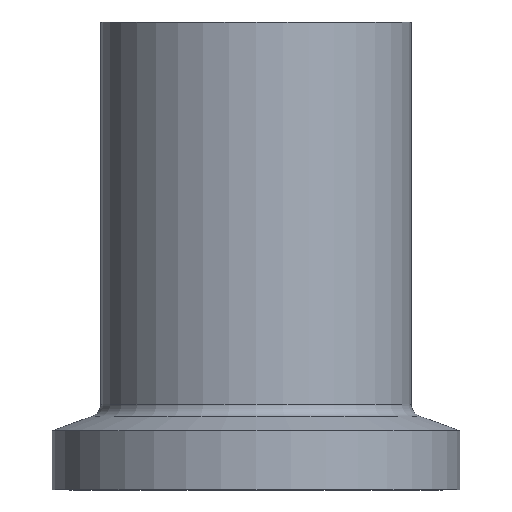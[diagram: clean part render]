
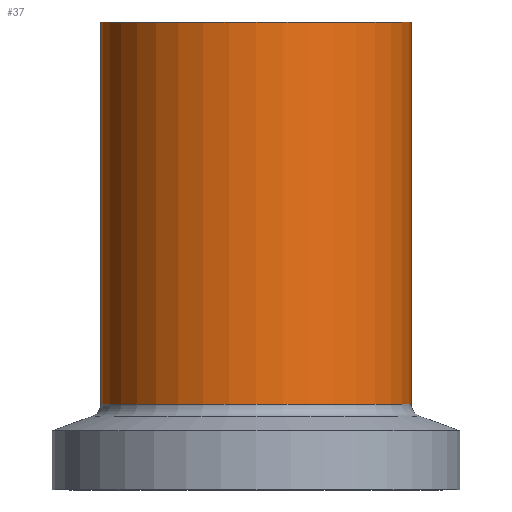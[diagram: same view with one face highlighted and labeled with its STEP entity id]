
A CAD part, front view. The second image highlights one B-rep face of the part: STEP entity #37.
In plain terms, the highlighted cylindrical face has radius 9.525 mm (diameter 19.05 mm), a partial arc.
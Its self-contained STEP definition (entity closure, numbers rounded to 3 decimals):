
#2 = VECTOR ( 'NONE', #204, 1000. ) ;
#13 = DIRECTION ( 'NONE',  ( 0., 0., 1. ) ) ;
#17 = CARTESIAN_POINT ( 'NONE',  ( 9.524, 0., -7.151 ) ) ;
#35 = LINE ( 'NONE', #463, #2 ) ;
#37 = ADVANCED_FACE ( 'NONE', ( #384 ), #370, .T. ) ;
#39 = VERTEX_POINT ( 'NONE', #662 ) ;
#102 = VERTEX_POINT ( 'NONE', #17 ) ;
#154 = EDGE_CURVE ( 'NONE', #562, #688, #636, .T. ) ;
#180 = CARTESIAN_POINT ( 'NONE',  ( -0.001, 0., -7.151 ) ) ;
#204 = DIRECTION ( 'NONE',  ( 0., 0., 1. ) ) ;
#213 = AXIS2_PLACEMENT_3D ( 'NONE', #499, #284, #553 ) ;
#231 = ORIENTED_EDGE ( 'NONE', *, *, #416, .T. ) ;
#238 = AXIS2_PLACEMENT_3D ( 'NONE', #625, #681, #690 ) ;
#257 = AXIS2_PLACEMENT_3D ( 'NONE', #180, #13, #326 ) ;
#284 = DIRECTION ( 'NONE',  ( 0., 0., 1. ) ) ;
#300 = EDGE_LOOP ( 'NONE', ( #332, #231, #305, #539 ) ) ;
#305 = ORIENTED_EDGE ( 'NONE', *, *, #643, .T. ) ;
#325 = VECTOR ( 'NONE', #394, 1000. ) ;
#326 = DIRECTION ( 'NONE',  ( 1., 0., 0. ) ) ;
#332 = ORIENTED_EDGE ( 'NONE', *, *, #508, .F. ) ;
#370 = CYLINDRICAL_SURFACE ( 'NONE', #213, 9.525 ) ;
#384 = FACE_OUTER_BOUND ( 'NONE', #300, .T. ) ;
#394 = DIRECTION ( 'NONE',  ( 0., 0., 1. ) ) ;
#416 = EDGE_CURVE ( 'NONE', #39, #102, #565, .T. ) ;
#463 = CARTESIAN_POINT ( 'NONE',  ( 9.524, 0., 15.191 ) ) ;
#499 = CARTESIAN_POINT ( 'NONE',  ( -0.001, 0., 15.191 ) ) ;
#504 = CARTESIAN_POINT ( 'NONE',  ( -9.526, 0., 16.285 ) ) ;
#508 = EDGE_CURVE ( 'NONE', #39, #562, #532, .T. ) ;
#532 = LINE ( 'NONE', #611, #325 ) ;
#539 = ORIENTED_EDGE ( 'NONE', *, *, #154, .F. ) ;
#553 = DIRECTION ( 'NONE',  ( 1., 0., 0. ) ) ;
#562 = VERTEX_POINT ( 'NONE', #504 ) ;
#565 = CIRCLE ( 'NONE', #257, 9.525 ) ;
#611 = CARTESIAN_POINT ( 'NONE',  ( -9.526, 0., 15.191 ) ) ;
#621 = CARTESIAN_POINT ( 'NONE',  ( 9.524, 0., 16.285 ) ) ;
#625 = CARTESIAN_POINT ( 'NONE',  ( -0.001, 0., 16.285 ) ) ;
#636 = CIRCLE ( 'NONE', #238, 9.525 ) ;
#643 = EDGE_CURVE ( 'NONE', #102, #688, #35, .T. ) ;
#662 = CARTESIAN_POINT ( 'NONE',  ( -9.526, 0., -7.151 ) ) ;
#681 = DIRECTION ( 'NONE',  ( 0., 0., 1. ) ) ;
#688 = VERTEX_POINT ( 'NONE', #621 ) ;
#690 = DIRECTION ( 'NONE',  ( 1., 0., 0. ) ) ;
